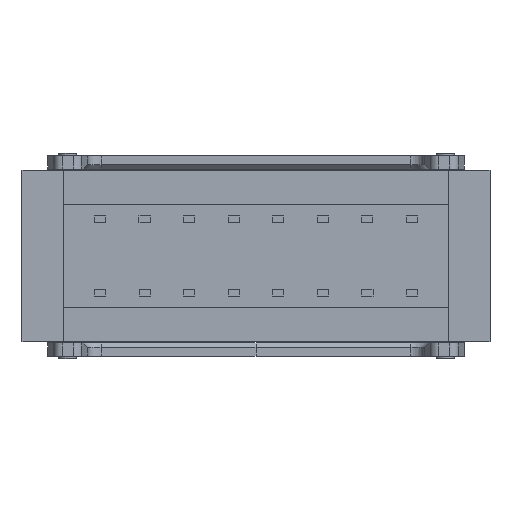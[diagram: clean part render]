
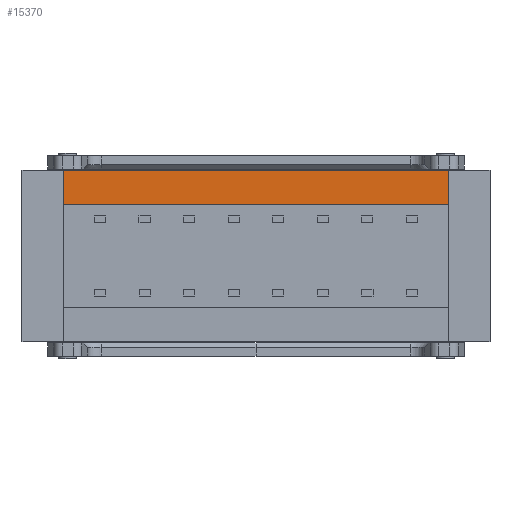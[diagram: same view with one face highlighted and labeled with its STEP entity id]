
A CAD part, front view. The second image highlights one B-rep face of the part: STEP entity #15370.
In plain terms, the highlighted planar face has unit normal (0, -1, 0).
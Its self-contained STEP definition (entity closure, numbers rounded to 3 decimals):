
#251=DIRECTION('',(0.,0.,1.));
#252=VECTOR('',#251,0.775);
#253=CARTESIAN_POINT('',(-3.475,8.546,-1.15));
#254=LINE('',#253,#252);
#275=DIRECTION('',(-1.,0.,0.));
#276=VECTOR('',#275,8.65);
#277=CARTESIAN_POINT('',(-3.475,8.546,-1.15));
#278=LINE('',#277,#276);
#559=DIRECTION('',(0.,0.,1.));
#560=VECTOR('',#559,0.775);
#561=CARTESIAN_POINT('',(-12.125,8.546,-1.15));
#562=LINE('',#561,#560);
#563=DIRECTION('',(1.,0.,0.));
#564=VECTOR('',#563,8.65);
#565=CARTESIAN_POINT('',(-12.125,8.546,
-0.375));
#566=LINE('',#565,#564);
#11472=CARTESIAN_POINT('',(-3.475,8.546,
-0.375));
#11474=VERTEX_POINT('',#11472);
#11475=CARTESIAN_POINT('',(-12.125,8.546,
-0.375));
#11476=VERTEX_POINT('',#11475);
#14277=CARTESIAN_POINT('',(-3.475,8.546,
-1.15));
#14279=VERTEX_POINT('',#14277);
#14280=CARTESIAN_POINT('',(-12.125,8.546,
-1.15));
#14281=VERTEX_POINT('',#14280);
#15358=CARTESIAN_POINT('',(-3.475,8.546,
-0.375));
#15359=DIRECTION('',(0.,1.,0.));
#15360=DIRECTION('',(-1.,0.,0.));
#15361=AXIS2_PLACEMENT_3D('',#15358,#15359,#15360);
#15362=PLANE('',#15361);
#15363=ORIENTED_EDGE('',*,*,#15144,.T.);
#15365=ORIENTED_EDGE('',*,*,#15364,.T.);
#15366=ORIENTED_EDGE('',*,*,#15066,.T.);
#15367=ORIENTED_EDGE('',*,*,#15111,.F.);
#15368=EDGE_LOOP('',(#15363,#15365,#15366,#15367));
#15369=FACE_OUTER_BOUND('',#15368,.F.);
#15066=EDGE_CURVE('',#11476,#11474,#566,.T.);
#15111=EDGE_CURVE('',#14279,#11474,#254,.T.);
#15144=EDGE_CURVE('',#14279,#14281,#278,.T.);
#15364=EDGE_CURVE('',#14281,#11476,#562,.T.);
#15370=ADVANCED_FACE('',(#15369),#15362,.F.);
